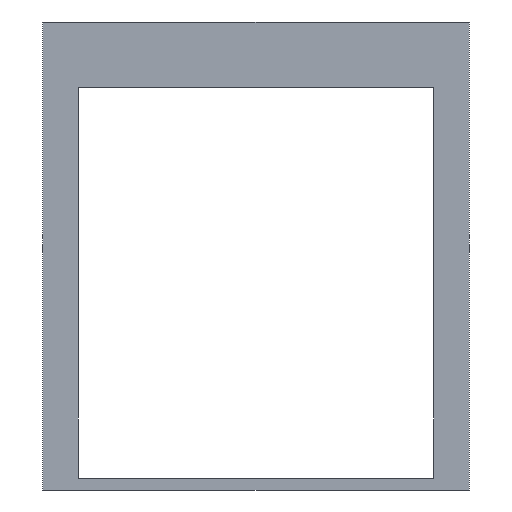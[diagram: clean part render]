
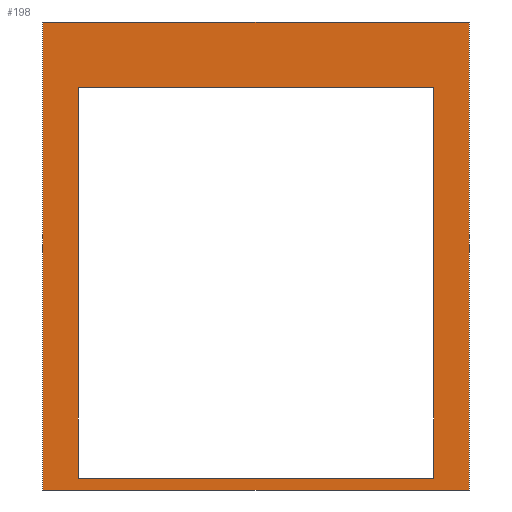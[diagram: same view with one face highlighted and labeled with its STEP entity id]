
A CAD part, front view. The second image highlights one B-rep face of the part: STEP entity #198.
In plain terms, the highlighted planar face has unit normal (0, -1, 0).
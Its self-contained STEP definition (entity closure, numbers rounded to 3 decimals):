
#20=FACE_BOUND('',#42,.T.);
#30=FACE_OUTER_BOUND('',#41,.T.);
#41=EDGE_LOOP('',(#171,#172,#173,#174));
#42=EDGE_LOOP('',(#175,#176,#177,#178));
#43=LINE('',#280,#67);
#47=LINE('',#289,#71);
#51=LINE('',#297,#75);
#54=LINE('',#303,#78);
#57=LINE('',#308,#81);
#59=LINE('',#312,#83);
#62=LINE('',#318,#86);
#65=LINE('',#323,#89);
#67=VECTOR('',#231,10.);
#71=VECTOR('',#237,10.);
#75=VECTOR('',#243,10.);
#78=VECTOR('',#248,10.);
#81=VECTOR('',#253,10.);
#83=VECTOR('',#257,10.);
#86=VECTOR('',#262,10.);
#89=VECTOR('',#267,10.);
#91=VERTEX_POINT('',#278);
#92=VERTEX_POINT('',#279);
#95=VERTEX_POINT('',#287);
#96=VERTEX_POINT('',#288);
#99=VERTEX_POINT('',#296);
#101=VERTEX_POINT('',#302);
#103=VERTEX_POINT('',#311);
#105=VERTEX_POINT('',#317);
#107=EDGE_CURVE('',#91,#92,#43,.T.);
#111=EDGE_CURVE('',#95,#96,#47,.T.);
#115=EDGE_CURVE('',#99,#95,#51,.T.);
#118=EDGE_CURVE('',#101,#99,#54,.T.);
#121=EDGE_CURVE('',#96,#101,#57,.T.);
#123=EDGE_CURVE('',#103,#91,#59,.T.);
#126=EDGE_CURVE('',#105,#92,#62,.T.);
#129=EDGE_CURVE('',#103,#105,#65,.T.);
#171=ORIENTED_EDGE('',*,*,#129,.F.);
#172=ORIENTED_EDGE('',*,*,#123,.T.);
#173=ORIENTED_EDGE('',*,*,#107,.T.);
#174=ORIENTED_EDGE('',*,*,#126,.F.);
#175=ORIENTED_EDGE('',*,*,#121,.F.);
#176=ORIENTED_EDGE('',*,*,#111,.F.);
#177=ORIENTED_EDGE('',*,*,#115,.F.);
#178=ORIENTED_EDGE('',*,*,#118,.F.);
#188=PLANE('',#223);
#198=ADVANCED_FACE('',(#30,#20),#188,.F.);
#223=AXIS2_PLACEMENT_3D('',#326,#271,#272);
#231=DIRECTION('',(-1.,0.,0.));
#237=DIRECTION('',(0.,0.,1.));
#243=DIRECTION('',(1.,0.,0.));
#248=DIRECTION('',(0.,0.,-1.));
#253=DIRECTION('',(-1.,0.,0.));
#257=DIRECTION('',(0.,0.,1.));
#262=DIRECTION('',(0.,0.,1.));
#267=DIRECTION('',(-1.,0.,0.));
#271=DIRECTION('center_axis',(0.,1.,0.));
#272=DIRECTION('ref_axis',(1.,0.,0.));
#278=CARTESIAN_POINT('',(66.,0.,77.));
#279=CARTESIAN_POINT('',(-6.,0.,77.));
#280=CARTESIAN_POINT('',(66.,0.,77.));
#287=CARTESIAN_POINT('',(60.,0.,0.));
#288=CARTESIAN_POINT('',(60.,0.,66.));
#289=CARTESIAN_POINT('',(60.,0.,0.));
#296=CARTESIAN_POINT('',(0.,0.,0.));
#297=CARTESIAN_POINT('',(0.,0.,0.));
#302=CARTESIAN_POINT('',(0.,0.,66.));
#303=CARTESIAN_POINT('',(0.,0.,66.));
#308=CARTESIAN_POINT('',(60.,0.,66.));
#311=CARTESIAN_POINT('',(66.,0.,-2.));
#312=CARTESIAN_POINT('',(66.,0.,76.));
#317=CARTESIAN_POINT('',(-6.,0.,-2.));
#318=CARTESIAN_POINT('',(-6.,0.,-2.));
#323=CARTESIAN_POINT('',(62.,0.,-2.));
#326=CARTESIAN_POINT('Origin',(30.,0.,37.));
